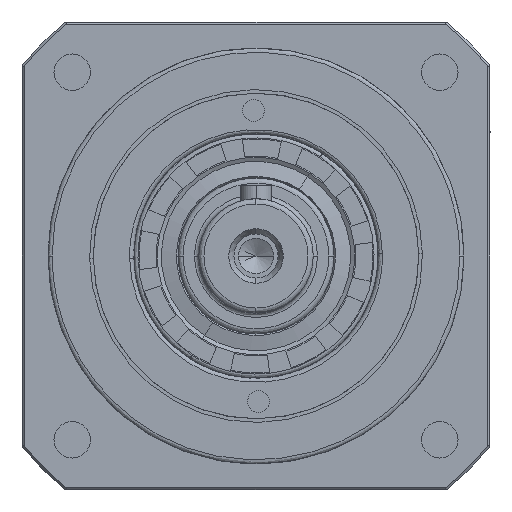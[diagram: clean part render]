
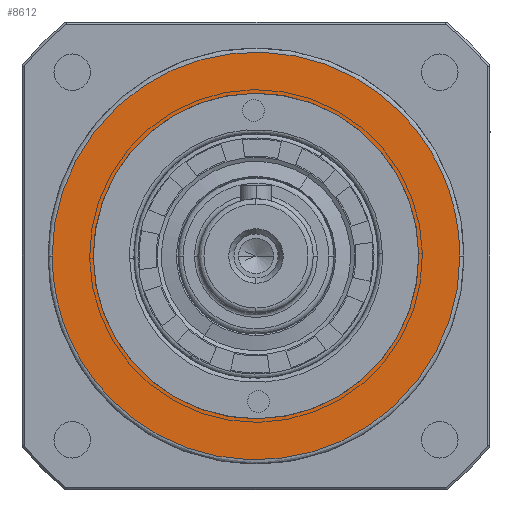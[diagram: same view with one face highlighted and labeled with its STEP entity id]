
A CAD part, left-side view. The second image highlights one B-rep face of the part: STEP entity #8612.
In plain terms, the highlighted planar face has unit normal (-1, 0, 0).
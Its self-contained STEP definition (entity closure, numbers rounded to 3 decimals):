
#100 = DIRECTION ( 'NONE',  ( 0., 0., 1. ) ) ;
#3467 = CARTESIAN_POINT ( 'NONE',  ( -615.585, -5503.681, -39.2 ) ) ;
#3826 = ORIENTED_EDGE ( 'NONE', *, *, #31502, .F. ) ;
#4276 = AXIS2_PLACEMENT_3D ( 'NONE', #27623, #12857, #29947 ) ;
#5205 = CARTESIAN_POINT ( 'NONE',  ( -615.585, -5503.681, -31.3 ) ) ;
#6665 = EDGE_LOOP ( 'NONE', ( #3826, #7872 ) ) ;
#6752 = CARTESIAN_POINT ( 'NONE',  ( -615.585, -5503.681, -39.2 ) ) ;
#6853 =( BOUNDED_CURVE ( )  B_SPLINE_CURVE ( 3, ( #29228, #29232, #29279, #29200 ),
 .UNSPECIFIED., .F., .F. ) 
 B_SPLINE_CURVE_WITH_KNOTS ( ( 4, 4 ),
 ( 0., 1. ),
 .UNSPECIFIED. ) 
 CURVE ( )  GEOMETRIC_REPRESENTATION_ITEM ( )  RATIONAL_B_SPLINE_CURVE ( ( 1., 0.333, 0.333, 1. ) ) 
 REPRESENTATION_ITEM ( '' )  );
#7872 = ORIENTED_EDGE ( 'NONE', *, *, #20651, .F. ) ;
#8450 = VERTEX_POINT ( 'NONE', #18158 ) ;
#8612 = ADVANCED_FACE ( 'NONE', ( #27100, #27579 ), #14947, .F. ) ;
#12857 = DIRECTION ( 'NONE',  ( -1., 0., 0. ) ) ;
#13369 = CARTESIAN_POINT ( 'NONE',  ( -615.585, -5503.681, 39.2 ) ) ;
#14878 = DIRECTION ( 'NONE',  ( 0., 0., -1. ) ) ;
#14914 = DIRECTION ( 'NONE',  ( 1., 0., 0. ) ) ;
#14947 = PLANE ( 'NONE',  #29515 ) ;
#14978 = DIRECTION ( 'NONE',  ( -1., 0., 0. ) ) ;
#15137 = CARTESIAN_POINT ( 'NONE',  ( -615.585, 0., 0. ) ) ;
#16566 = VERTEX_POINT ( 'NONE', #5205 ) ;
#18158 = CARTESIAN_POINT ( 'NONE',  ( -615.585, -5503.681, 31.3 ) ) ;
#18418 = CARTESIAN_POINT ( 'NONE',  ( -615.585, -5503.681, 39.2 ) ) ;
#18686 = CIRCLE ( 'NONE', #4276, 31.3 ) ;
#19455 = EDGE_LOOP ( 'NONE', ( #22139, #24430 ) ) ;
#20651 = EDGE_CURVE ( 'NONE', #29248, #28236, #6853, .T. ) ;
#22139 = ORIENTED_EDGE ( 'NONE', *, *, #31401, .F. ) ;
#24430 = ORIENTED_EDGE ( 'NONE', *, *, #27396, .F. ) ;
#25703 = CARTESIAN_POINT ( 'NONE',  ( -615.585, -5425.281, -39.2 ) ) ;
#27038 =( BOUNDED_CURVE ( )  B_SPLINE_CURVE ( 3, ( #3467, #25703, #28133, #13369 ),
 .UNSPECIFIED., .F., .T. ) 
 B_SPLINE_CURVE_WITH_KNOTS ( ( 4, 4 ),
 ( 0., 1. ),
 .UNSPECIFIED. ) 
 CURVE ( )  GEOMETRIC_REPRESENTATION_ITEM ( )  RATIONAL_B_SPLINE_CURVE ( ( 1., 0.333, 0.333, 1. ) ) 
 REPRESENTATION_ITEM ( '' )  );
#27100 = FACE_OUTER_BOUND ( 'NONE', #6665, .T. ) ;
#27396 = EDGE_CURVE ( 'NONE', #16566, #8450, #28876, .T. ) ;
#27579 = FACE_BOUND ( 'NONE', #19455, .T. ) ;
#27623 = CARTESIAN_POINT ( 'NONE',  ( -615.585, -5503.681, 0. ) ) ;
#28133 = CARTESIAN_POINT ( 'NONE',  ( -615.585, -5425.281, 39.2 ) ) ;
#28236 = VERTEX_POINT ( 'NONE', #6752 ) ;
#28876 = CIRCLE ( 'NONE', #31003, 31.3 ) ;
#29200 = CARTESIAN_POINT ( 'NONE',  ( -615.585, -5503.681, -39.2 ) ) ;
#29228 = CARTESIAN_POINT ( 'NONE',  ( -615.585, -5503.681, 39.2 ) ) ;
#29232 = CARTESIAN_POINT ( 'NONE',  ( -615.585, -5582.08, 39.2 ) ) ;
#29248 = VERTEX_POINT ( 'NONE', #18418 ) ;
#29279 = CARTESIAN_POINT ( 'NONE',  ( -615.585, -5582.08, -39.2 ) ) ;
#29515 = AXIS2_PLACEMENT_3D ( 'NONE', #15137, #14914, #14878 ) ;
#29600 = CARTESIAN_POINT ( 'NONE',  ( -615.585, -5503.681, 0. ) ) ;
#29947 = DIRECTION ( 'NONE',  ( 0., 0., 1. ) ) ;
#31003 = AXIS2_PLACEMENT_3D ( 'NONE', #29600, #14978, #100 ) ;
#31401 = EDGE_CURVE ( 'NONE', #8450, #16566, #18686, .T. ) ;
#31502 = EDGE_CURVE ( 'NONE', #28236, #29248, #27038, .T. ) ;
